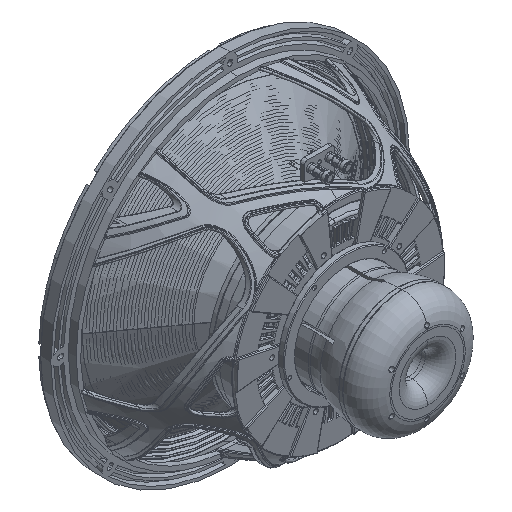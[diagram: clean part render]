
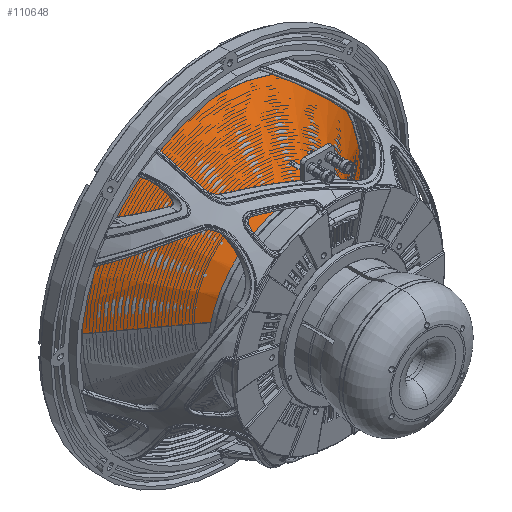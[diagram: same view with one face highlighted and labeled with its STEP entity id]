
A CAD part, isometric view. The second image highlights one B-rep face of the part: STEP entity #110648.
In plain terms, the highlighted conical face has half-angle 53.811 degrees and reference radius 186 mm.
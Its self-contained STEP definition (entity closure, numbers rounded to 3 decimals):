
#100 = AXIS2_PLACEMENT_3D ( 'NONE', #139355, #117681, #72083 ) ;
#1439 = CIRCLE ( 'NONE', #141894, 51.056 ) ;
#4127 = ORIENTED_EDGE ( 'NONE', *, *, #145359, .F. ) ;
#7060 = DIRECTION ( 'NONE',  ( 1., 0., 0. ) ) ;
#7598 = DIRECTION ( 'NONE',  ( 0., -1., 0. ) ) ;
#9063 = ORIENTED_EDGE ( 'NONE', *, *, #52609, .T. ) ;
#12040 = CIRCLE ( 'NONE', #100682, 186.472 ) ;
#12642 = EDGE_CURVE ( 'NONE', #138565, #109730, #12040, .T. ) ;
#13806 = CARTESIAN_POINT ( 'NONE',  ( 51.056, 1.201, 0. ) ) ;
#17885 = DIRECTION ( 'NONE',  ( 0., -1., 0. ) ) ;
#20718 = CARTESIAN_POINT ( 'NONE',  ( 186.472, 100.27, 0. ) ) ;
#25101 = FACE_OUTER_BOUND ( 'NONE', #74290, .T. ) ;
#29472 = CARTESIAN_POINT ( 'NONE',  ( 0., 1.201, 0. ) ) ;
#37444 = CARTESIAN_POINT ( 'NONE',  ( -51.056, 1.201, 0. ) ) ;
#39280 = CARTESIAN_POINT ( 'NONE',  ( 0., 100.27, 0. ) ) ;
#45558 = LINE ( 'NONE', #92670, #107801 ) ;
#47129 = ORIENTED_EDGE ( 'NONE', *, *, #12642, .T. ) ;
#52077 = CARTESIAN_POINT ( 'NONE',  ( -186., 99.924, 0. ) ) ;
#52609 = EDGE_CURVE ( 'NONE', #124666, #138565, #45558, .T. ) ;
#66267 = ORIENTED_EDGE ( 'NONE', *, *, #95914, .F. ) ;
#69596 = CARTESIAN_POINT ( 'NONE',  ( -186.472, 100.27, 0. ) ) ;
#72083 = DIRECTION ( 'NONE',  ( -1., 0., 0. ) ) ;
#74290 = EDGE_LOOP ( 'NONE', ( #66267, #9063, #47129, #4127 ) ) ;
#75227 = LINE ( 'NONE', #52077, #117807 ) ;
#92670 = CARTESIAN_POINT ( 'NONE',  ( 186., 99.924, 0. ) ) ;
#95914 = EDGE_CURVE ( 'NONE', #124666, #102781, #1439, .T. ) ;
#96905 = DIRECTION ( 'NONE',  ( -0.807, 0.59, 0. ) ) ;
#100682 = AXIS2_PLACEMENT_3D ( 'NONE', #39280, #7598, #148073 ) ;
#102781 = VERTEX_POINT ( 'NONE', #37444 ) ;
#107801 = VECTOR ( 'NONE', #128151, 1000. ) ;
#109730 = VERTEX_POINT ( 'NONE', #69596 ) ;
#110648 = ADVANCED_FACE ( 'NONE', ( #25101 ), #130380, .T. ) ;
#117681 = DIRECTION ( 'NONE',  ( 0., 1., 0. ) ) ;
#117807 = VECTOR ( 'NONE', #96905, 1000. ) ;
#124666 = VERTEX_POINT ( 'NONE', #13806 ) ;
#128151 = DIRECTION ( 'NONE',  ( 0.807, 0.59, 0. ) ) ;
#130380 = CONICAL_SURFACE ( 'NONE', #100, 186., 0.939 ) ;
#138565 = VERTEX_POINT ( 'NONE', #20718 ) ;
#139355 = CARTESIAN_POINT ( 'NONE',  ( 0., 99.924, 0. ) ) ;
#141894 = AXIS2_PLACEMENT_3D ( 'NONE', #29472, #17885, #7060 ) ;
#145359 = EDGE_CURVE ( 'NONE', #102781, #109730, #75227, .T. ) ;
#148073 = DIRECTION ( 'NONE',  ( 1., 0., 0. ) ) ;
